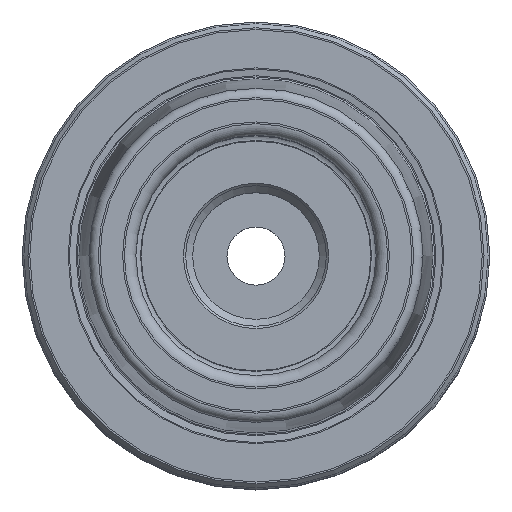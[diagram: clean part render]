
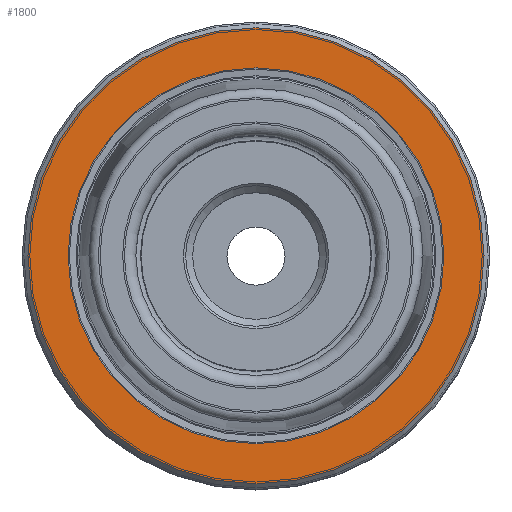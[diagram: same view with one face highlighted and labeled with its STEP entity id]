
A CAD part, top view. The second image highlights one B-rep face of the part: STEP entity #1800.
In plain terms, the highlighted planar face has unit normal (0, 0, 1).
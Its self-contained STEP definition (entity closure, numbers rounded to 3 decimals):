
#221=ORIENTED_EDGE('',*,*,#368,.T.);
#222=ORIENTED_EDGE('',*,*,#367,.F.);
#367=EDGE_CURVE('',#468,#468,#569,.T.);
#368=EDGE_CURVE('',#469,#469,#570,.T.);
#468=VERTEX_POINT('',#2642);
#469=VERTEX_POINT('',#2645);
#569=CIRCLE('',#1970,16.195);
#570=CIRCLE('',#1972,19.65);
#726=EDGE_LOOP('',(#221));
#727=EDGE_LOOP('',(#222));
#928=FACE_BOUND('',#726,.T.);
#929=FACE_BOUND('',#727,.T.);
#1023=PLANE('',#1971);
#1800=ADVANCED_FACE('',(#928,#929),#1023,.T.);
#1970=AXIS2_PLACEMENT_3D('',#2641,#2295,#2296);
#1971=AXIS2_PLACEMENT_3D('',#2643,#2297,#2298);
#1972=AXIS2_PLACEMENT_3D('',#2644,#2299,#2300);
#2295=DIRECTION('',(0.,0.,1.));
#2296=DIRECTION('',(1.,0.,0.));
#2297=DIRECTION('',(0.,0.,1.));
#2298=DIRECTION('',(1.,0.,0.));
#2299=DIRECTION('',(0.,0.,1.));
#2300=DIRECTION('',(1.,0.,0.));
#2641=CARTESIAN_POINT('',(0.,0.,0.2));
#2642=CARTESIAN_POINT('',(16.195,0.,0.2));
#2643=CARTESIAN_POINT('',(16.195,0.,0.2));
#2644=CARTESIAN_POINT('',(0.,0.,0.2));
#2645=CARTESIAN_POINT('',(19.65,0.,0.2));
